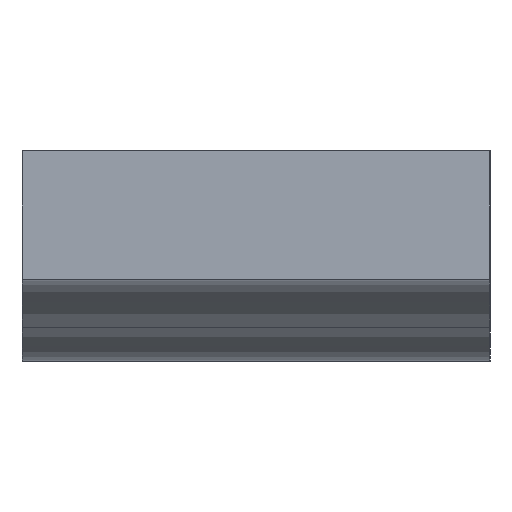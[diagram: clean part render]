
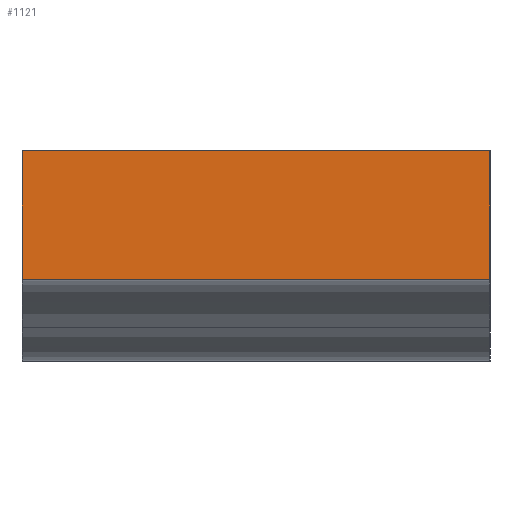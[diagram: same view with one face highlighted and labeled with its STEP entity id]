
A CAD part, left-side view. The second image highlights one B-rep face of the part: STEP entity #1121.
In plain terms, the highlighted planar face has unit normal (-1, 0, 0).
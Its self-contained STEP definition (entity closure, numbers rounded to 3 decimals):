
#20 = DIRECTION ( 'NONE',  ( 1., 0., 0. ) ) ;
#28 = PLANE ( 'NONE',  #946 ) ;
#119 = CARTESIAN_POINT ( 'NONE',  ( -80.75, 0., -2.5 ) ) ;
#179 = VECTOR ( 'NONE', #552, 1000. ) ;
#383 = VERTEX_POINT ( 'NONE', #548 ) ;
#396 = CARTESIAN_POINT ( 'NONE',  ( -80.75, 20., -2.5 ) ) ;
#397 = EDGE_LOOP ( 'NONE', ( #529, #638, #556, #1219 ) ) ;
#409 = DIRECTION ( 'NONE',  ( 0., 0., -1. ) ) ;
#413 = DIRECTION ( 'NONE',  ( 0., 0., 1. ) ) ;
#428 = EDGE_CURVE ( 'NONE', #383, #1186, #742, .T. ) ;
#451 = CARTESIAN_POINT ( 'NONE',  ( -80.75, 0., -3. ) ) ;
#453 = VERTEX_POINT ( 'NONE', #1115 ) ;
#485 = LINE ( 'NONE', #1073, #624 ) ;
#529 = ORIENTED_EDGE ( 'NONE', *, *, #693, .T. ) ;
#548 = CARTESIAN_POINT ( 'NONE',  ( -80.75, 20., -3. ) ) ;
#552 = DIRECTION ( 'NONE',  ( 0., -1., 0. ) ) ;
#556 = ORIENTED_EDGE ( 'NONE', *, *, #698, .F. ) ;
#624 = VECTOR ( 'NONE', #413, 1000. ) ;
#638 = ORIENTED_EDGE ( 'NONE', *, *, #1119, .F. ) ;
#693 = EDGE_CURVE ( 'NONE', #1186, #453, #880, .T. ) ;
#695 = FACE_OUTER_BOUND ( 'NONE', #397, .T. ) ;
#698 = EDGE_CURVE ( 'NONE', #383, #750, #485, .T. ) ;
#742 = LINE ( 'NONE', #929, #179 ) ;
#750 = VERTEX_POINT ( 'NONE', #1152 ) ;
#876 = LINE ( 'NONE', #883, #1116 ) ;
#880 = LINE ( 'NONE', #119, #1158 ) ;
#883 = CARTESIAN_POINT ( 'NONE',  ( -80.75, 20., 2.5 ) ) ;
#929 = CARTESIAN_POINT ( 'NONE',  ( -80.75, 20., -3. ) ) ;
#946 = AXIS2_PLACEMENT_3D ( 'NONE', #396, #20, #409 ) ;
#1069 = DIRECTION ( 'NONE',  ( 0., -1., 0. ) ) ;
#1073 = CARTESIAN_POINT ( 'NONE',  ( -80.75, 20., -2.5 ) ) ;
#1115 = CARTESIAN_POINT ( 'NONE',  ( -80.75, 0., 2.5 ) ) ;
#1116 = VECTOR ( 'NONE', #1069, 1000. ) ;
#1119 = EDGE_CURVE ( 'NONE', #750, #453, #876, .T. ) ;
#1121 = ADVANCED_FACE ( 'NONE', ( #695 ), #28, .F. ) ;
#1152 = CARTESIAN_POINT ( 'NONE',  ( -80.75, 20., 2.5 ) ) ;
#1157 = DIRECTION ( 'NONE',  ( 0., 0., 1. ) ) ;
#1158 = VECTOR ( 'NONE', #1157, 1000. ) ;
#1186 = VERTEX_POINT ( 'NONE', #451 ) ;
#1219 = ORIENTED_EDGE ( 'NONE', *, *, #428, .T. ) ;
